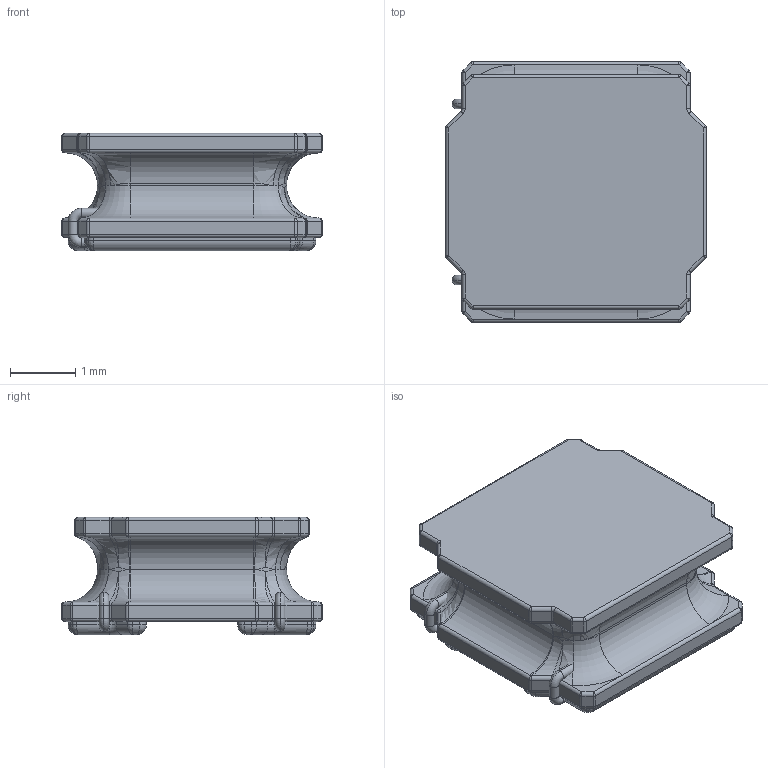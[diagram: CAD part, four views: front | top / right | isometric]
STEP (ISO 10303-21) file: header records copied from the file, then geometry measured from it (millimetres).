
FILE_DESCRIPTION (( 'STEP AP214' ), '1' );
FILE_NAME ('NR4018.STEP', '2019-07-18T16:40:12', ( 'AVRASM1234' ), ( '' ), 'SwSTEP 2.0', 'SolidWorks 2017', '' );
FILE_SCHEMA (( 'AUTOMOTIVE_DESIGN' ));
Length unit declared in the file: millimetre
Products named in the file (1): NR4018
Bounding box: 4 x 4 x 1.8 mm (x, y, z)
Volume: 19.6 mm3; surface area: 60.5 mm2
Topology: 3 solids, 3 shells, 378 faces, 814 edges, 404 vertices
Faces by surface type: cylinder 164, plane 78, sphere 48, torus 44, bspline 44
Entity records: 14088 total; most frequent: CARTESIAN_POINT 3079, DIRECTION 1712, ORIENTED_EDGE 1548, EDGE_CURVE 774, AXIS2_PLACEMENT_3D 683, VERTEX_POINT 404, EDGE_LOOP 380, FACE_OUTER_BOUND 378
